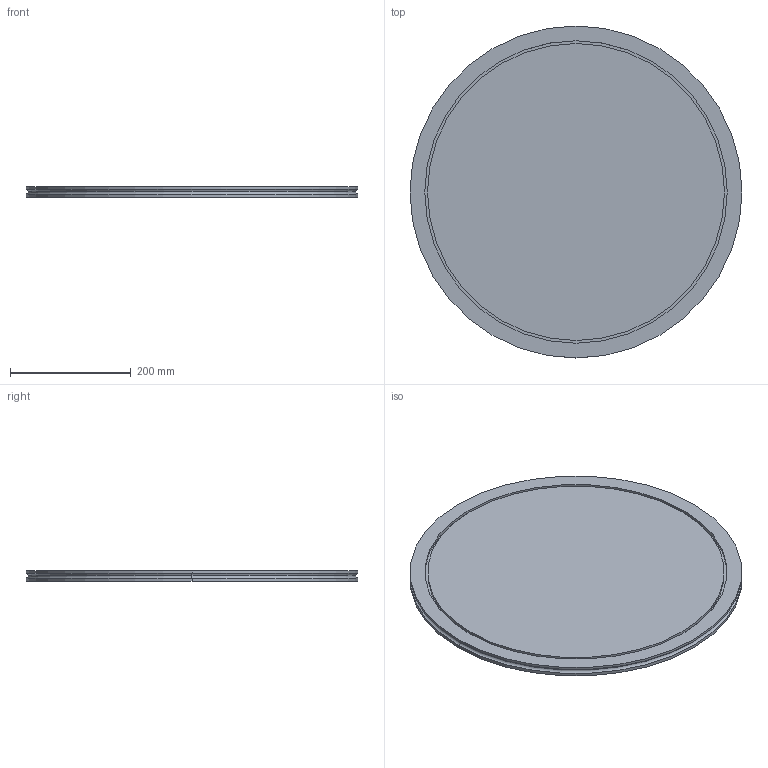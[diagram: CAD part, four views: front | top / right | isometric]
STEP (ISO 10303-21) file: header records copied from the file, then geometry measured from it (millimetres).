
FILE_DESCRIPTION(('FreeCAD Model'),'2;1');
FILE_NAME('ISO-K_500.step', '2021-01-09T22:28:52',('Author'),(''), 'Open CASCADE STEP processor 6.8','FreeCAD','Unknown');
FILE_SCHEMA(('AUTOMOTIVE_DESIGN_CC2 { 1 2 10303 214 -1 1 5 4 }'));
Length unit declared in the file: millimetre
Products named in the file (1): 320_FBL_500_stp
Bounding box: 550 x 550 x 17 mm (x, y, z)
Volume: 3945169.1 mm3; surface area: 531332.9 mm2
Topology: 1 solids, 1 shells, 22 faces, 42 edges, 26 vertices
Faces by surface type: cylinder 12, plane 6, torus 4
Entity records: 2555 total; most frequent: CARTESIAN_POINT 1735, DIRECTION 134, ORIENTED_EDGE 84, PCURVE 84, DEFINITIONAL_REPRESENTATION 84, B_SPLINE_CURVE_WITH_KNOTS 64, AXIS2_PLACEMENT_3D 53, CIRCLE 46
